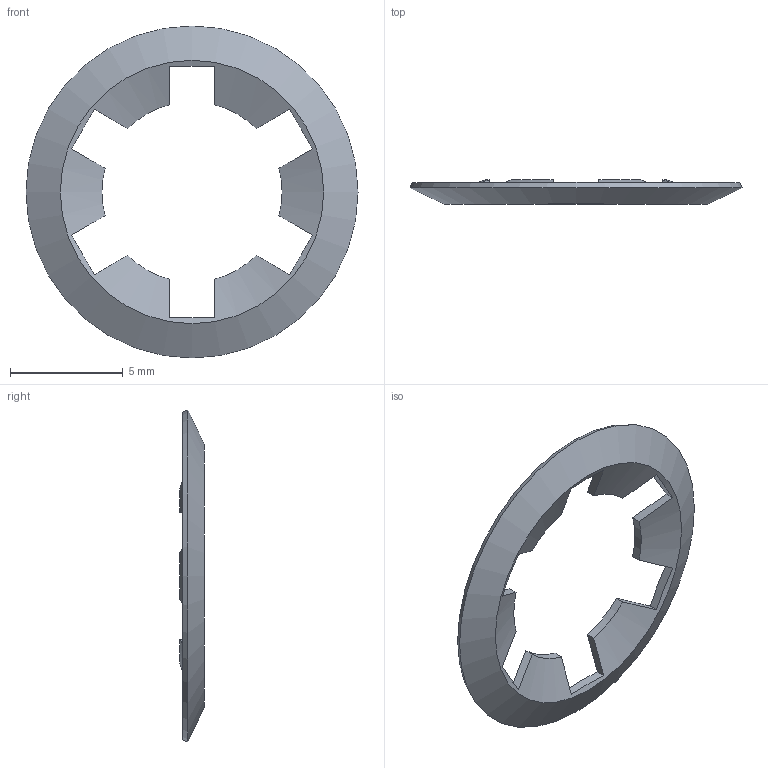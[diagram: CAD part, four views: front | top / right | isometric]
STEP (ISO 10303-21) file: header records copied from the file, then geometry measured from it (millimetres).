
FILE_DESCRIPTION(/* description */ ('8mm retainer clip'),/* implementation_level */ '2;1');
FILE_NAME(/* name */ 'DBK_RetainerClip_am-0033.ipt.step',/* time_stamp */ '2014-01-07T10:56:14-08:00',/* author */ ('Autodesk Inc.'),/* organization */ ('Autodesk Inc.'),/* preprocessor_version */ 'ST-DEVELOPER v15.2',/* originating_system */ 'Autodesk Inventor 2014',/* authorisation */ '');
FILE_SCHEMA (('AUTOMOTIVE_DESIGN { 1 0 10303 214 3 1 1 }'));
Length unit declared in the file: inch
Products named in the file (1): DBK_RetainerClip_am-0033
Bounding box: 14.73 x 1.09 x 14.73 mm (x, y, z)
Volume: 38.3 mm3; surface area: 242.3 mm2
Topology: 1 solids, 1 shells, 30 faces, 86 edges, 57 vertices
Faces by surface type: plane 19, cylinder 6, cone 5
Entity records: 1109 total; most frequent: CARTESIAN_POINT 377, ORIENTED_EDGE 162, DIRECTION 120, EDGE_CURVE 81, VERTEX_POINT 57, AXIS2_PLACEMENT_3D 48, B_SPLINE_CURVE_WITH_KNOTS 40, EDGE_LOOP 36
